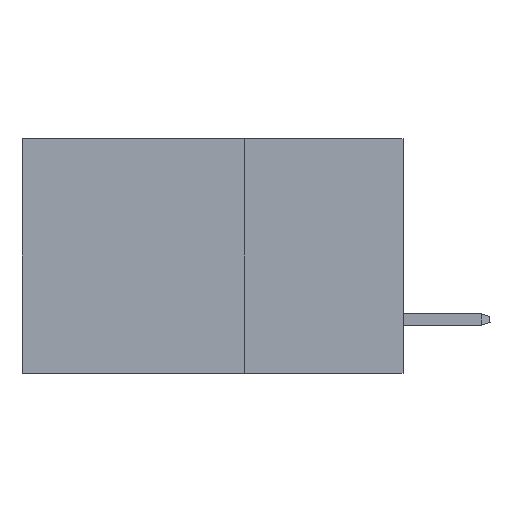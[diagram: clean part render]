
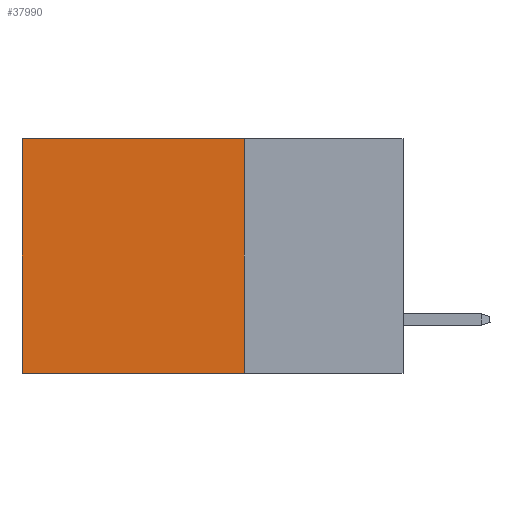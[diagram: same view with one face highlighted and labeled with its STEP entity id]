
A CAD part, left-side view. The second image highlights one B-rep face of the part: STEP entity #37990.
In plain terms, the highlighted planar face has unit normal (-1, 0, 0).
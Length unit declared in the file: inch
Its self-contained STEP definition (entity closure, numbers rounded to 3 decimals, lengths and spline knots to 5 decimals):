
#782 = CARTESIAN_POINT ( 'NONE',  ( 0.2875, 0.25, 0. ) ) ;
#1544 = CARTESIAN_POINT ( 'NONE',  ( 0.2875, 0.6, -0.37 ) ) ;
#2222 = EDGE_CURVE ( 'NONE', #29311, #6519, #34242, .T. ) ;
#2416 = ORIENTED_EDGE ( 'NONE', *, *, #2222, .F. ) ;
#2465 = FACE_OUTER_BOUND ( 'NONE', #5350, .T. ) ;
#3222 = CARTESIAN_POINT ( 'NONE',  ( 0.2875, 0.25, 0. ) ) ;
#4770 = VECTOR ( 'NONE', #12607, 39.37008 ) ;
#5350 = EDGE_LOOP ( 'NONE', ( #19514, #14015, #2416, #9179 ) ) ;
#5593 = LINE ( 'NONE', #39905, #12972 ) ;
#6519 = VERTEX_POINT ( 'NONE', #36141 ) ;
#9179 = ORIENTED_EDGE ( 'NONE', *, *, #17529, .T. ) ;
#9343 = VERTEX_POINT ( 'NONE', #1544 ) ;
#12607 = DIRECTION ( 'NONE',  ( 0., 0., -1. ) ) ;
#12972 = VECTOR ( 'NONE', #18620, 39.37008 ) ;
#13302 = LINE ( 'NONE', #19205, #22157 ) ;
#13417 = DIRECTION ( 'NONE',  ( 0., 1., 0. ) ) ;
#13577 = CARTESIAN_POINT ( 'NONE',  ( 0.2875, 0.25, 0. ) ) ;
#14015 = ORIENTED_EDGE ( 'NONE', *, *, #36375, .F. ) ;
#14913 = PLANE ( 'NONE',  #32058 ) ;
#17529 = EDGE_CURVE ( 'NONE', #29311, #27291, #19542, .T. ) ;
#18620 = DIRECTION ( 'NONE',  ( 0., 0., -1. ) ) ;
#19205 = CARTESIAN_POINT ( 'NONE',  ( 0.2875, 0.25, -0.37 ) ) ;
#19514 = ORIENTED_EDGE ( 'NONE', *, *, #21673, .T. ) ;
#19542 = LINE ( 'NONE', #782, #33071 ) ;
#21673 = EDGE_CURVE ( 'NONE', #27291, #9343, #5593, .T. ) ;
#22157 = VECTOR ( 'NONE', #35155, 39.37008 ) ;
#27291 = VERTEX_POINT ( 'NONE', #36323 ) ;
#27393 = DIRECTION ( 'NONE',  ( 1., 0., 0. ) ) ;
#29311 = VERTEX_POINT ( 'NONE', #13577 ) ;
#32058 = AXIS2_PLACEMENT_3D ( 'NONE', #33903, #27393, #39834 ) ;
#33071 = VECTOR ( 'NONE', #13417, 39.37008 ) ;
#33903 = CARTESIAN_POINT ( 'NONE',  ( 0.2875, 0.25, 0. ) ) ;
#34242 = LINE ( 'NONE', #3222, #4770 ) ;
#35155 = DIRECTION ( 'NONE',  ( 0., 1., 0. ) ) ;
#36141 = CARTESIAN_POINT ( 'NONE',  ( 0.2875, 0.25, -0.37 ) ) ;
#36323 = CARTESIAN_POINT ( 'NONE',  ( 0.2875, 0.6, 0. ) ) ;
#36375 = EDGE_CURVE ( 'NONE', #6519, #9343, #13302, .T. ) ;
#37990 = ADVANCED_FACE ( 'NONE', ( #2465 ), #14913, .F. ) ;
#39834 = DIRECTION ( 'NONE',  ( 0., 0., -1. ) ) ;
#39905 = CARTESIAN_POINT ( 'NONE',  ( 0.2875, 0.6, 0. ) ) ;
